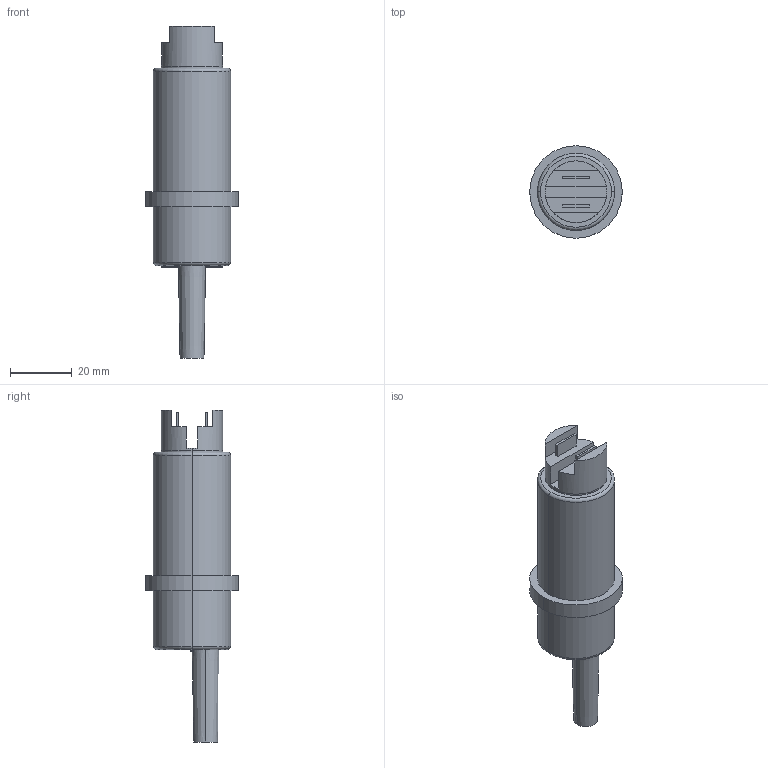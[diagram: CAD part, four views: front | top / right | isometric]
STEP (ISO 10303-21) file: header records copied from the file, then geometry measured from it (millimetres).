
FILE_DESCRIPTION (( 'STEP AP203' ), '1' );
FILE_NAME ('3205.STEP', '2017-06-04T16:02:55', ( '' ), ( '' ), 'SwSTEP 2.0', 'SolidWorks 2008', '' );
FILE_SCHEMA (( 'CONFIG_CONTROL_DESIGN' ));
Length unit declared in the file: millimetre
Products named in the file (1): 3205
Bounding box: 30 x 30 x 107.7 mm (x, y, z)
Volume: 36604 mm3; surface area: 18097.3 mm2
Topology: 7 solids, 7 shells, 63 faces, 132 edges, 85 vertices
Faces by surface type: plane 36, cylinder 14, torus 7, cone 6
Entity records: 1787 total; most frequent: DIRECTION 316, CARTESIAN_POINT 309, ORIENTED_EDGE 264, EDGE_CURVE 132, AXIS2_PLACEMENT_3D 124, VERTEX_POINT 85, EDGE_LOOP 69, VECTOR 68
